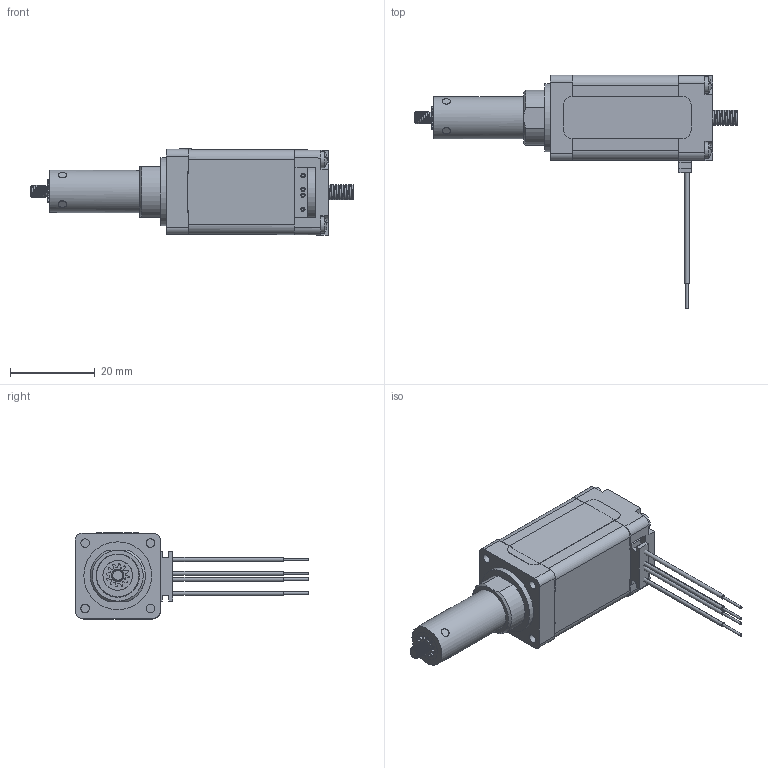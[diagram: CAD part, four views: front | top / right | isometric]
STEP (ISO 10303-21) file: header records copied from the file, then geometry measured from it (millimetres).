
FILE_DESCRIPTION(/* description */ (''),/* implementation_level */ '2;1');
FILE_NAME(/* name */ '8K22-25.stp',/* time_stamp */ '2020-08-27T09:00:16+08:00',/* author */ ('ly7227'),/* organization */ (''),/* preprocessor_version */ 'ST-DEVELOPER v16.1',/* originating_system */ 'Autodesk Inventor 2016',/* authorisation */ '');
FILE_SCHEMA (('AUTOMOTIVE_DESIGN { 1 0 10303 214 3 1 1 }'));
Products named in the file (31): 15-001-017漆包线（8H2040）; 09-005-1（红）; 09-005-2（红白）; 09-005-3（绿）; 09-005-4（绿白）; 02-102铁芯; ; 11-002（8H2040螺钉）; 01-017-3; 01-018-7; 06-006预紧; 10-001垫片; 07-007轴承; 04-110(8N2040铜轴); 04-181（8N2040铜轴注塑）; 03-089磁钢; 03-089转子叠片; 03-089隔磁片; ; 04-058注塑螺母; 03-202; 10-051（限位垫）; 限位垫 0.7; 20，28花键轴; 05-0585-3; 06-234（固定轴滑轨预紧）; 20花键轴注塑螺母; 20注塑基体; 20不锈钢轴注塑-2; 20双厚标签; 8K2205B4-25.4SMSN-030
Assembly tree (38 placements, depth 4):
  8K2205B4-25.4SMSN-030
  
      15-001-017漆包线（8H2040）
      09-005-1（红）
      09-005-2（红白）
      09-005-3（绿）
      09-005-4（绿白）
      02-102铁芯
    11-002（8H2040螺钉）  x4
    01-017-3
    01-018-7
    06-006预紧
    10-001垫片
    07-007轴承  x2
    03-202
      04-181（8N2040铜轴注塑）
        04-110(8N2040铜轴)
  
        03-089磁钢  x2
        03-089转子叠片  x4
        03-089隔磁片
      04-058注塑螺母
    10-051（限位垫）
    限位垫 0.7
    20，28花键轴
    05-0585-3
    06-234（固定轴滑轨预紧）
    20不锈钢轴注塑-2
      20花键轴注塑螺母
      20注塑基体
    20双厚标签
Bounding box: 76.11 x 55 x 20.29 mm (x, y, z)
Volume: 13941.4 mm3; surface area: 26115.8 mm2
Topology: 49 solids, 49 shells, 2352 faces, 6698 edges, 4432 vertices
Faces by surface type: cylinder 1331, plane 981, torus 16, bspline 12, cone 8, sphere 4
Full cylindrical faces by diameter (mm): 0.6 x4, 0.8 x16, 1 x2, 2 x16, 2.05 x1, 2.2 x8, 2.4 x1, 2.5 x11, 2.7 x2, 2.75 x1, 3.8 x8, 4.8 x1, 5 x5, 5.4 x1, 5.8 x1, 5.9 x1, 6 x6, 6.1 x3, 7 x4, 8 x7, 9 x9, 10 x3, 10.2 x1, 11.2 x3, 12.24 x2, 12.5 x2, 16 x1
Entity records: 60063 total; most frequent: CARTESIAN_POINT 23585, DIRECTION 7941, ORIENTED_EDGE 7288, EDGE_CURVE 3644, AXIS2_PLACEMENT_3D 2937, VERTEX_POINT 2462, LINE 2067, VECTOR 2067
